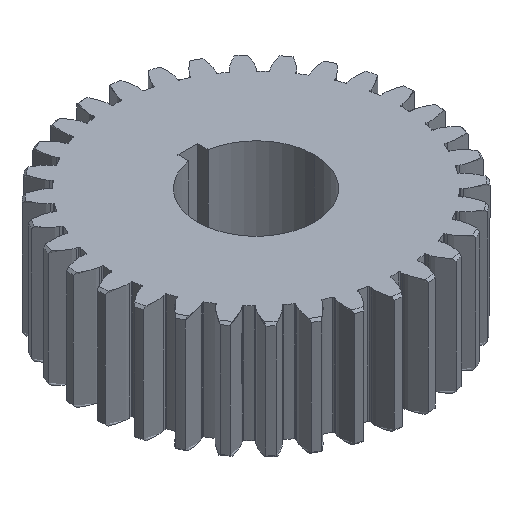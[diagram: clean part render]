
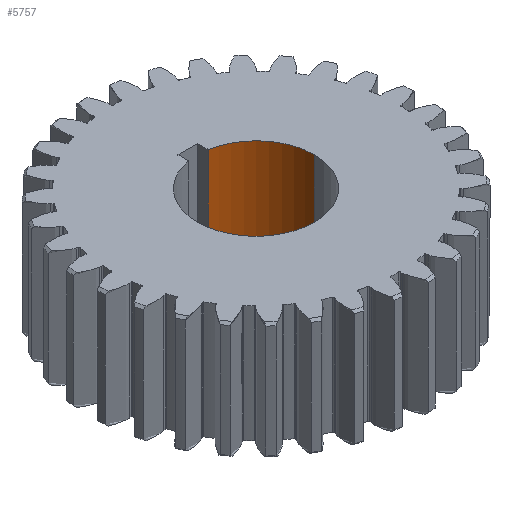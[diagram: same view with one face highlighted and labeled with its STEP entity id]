
A CAD part, isometric view. The second image highlights one B-rep face of the part: STEP entity #5757.
In plain terms, the highlighted cylindrical face has radius 9.525 mm (diameter 19.05 mm), a partial arc.
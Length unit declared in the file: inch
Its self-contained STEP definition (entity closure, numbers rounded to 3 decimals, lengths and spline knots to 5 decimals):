
#1666 = EDGE_CURVE ( 'NONE', #8586, #4153, #2261, .T. ) ;
#1938 = ORIENTED_EDGE ( 'NONE', *, *, #1666, .T. ) ;
#2261 = CIRCLE ( 'NONE', #6255, 0.375 ) ;
#2783 = DIRECTION ( 'NONE',  ( 0., 0., 1. ) ) ;
#3165 = DIRECTION ( 'NONE',  ( 1., 0., 0. ) ) ;
#3234 = DIRECTION ( 'NONE',  ( 1., 0., 0. ) ) ;
#4146 = AXIS2_PLACEMENT_3D ( 'NONE', #4571, #9557, #3234 ) ;
#4153 = VERTEX_POINT ( 'NONE', #11879 ) ;
#4167 = CARTESIAN_POINT ( 'NONE',  ( 0.375, 0., -0.375 ) ) ;
#4545 = EDGE_LOOP ( 'NONE', ( #9600, #11461, #1938, #13037 ) ) ;
#4571 = CARTESIAN_POINT ( 'NONE',  ( 0., 0., -0.375 ) ) ;
#5405 = VECTOR ( 'NONE', #9627, 39.37008 ) ;
#5506 = CARTESIAN_POINT ( 'NONE',  ( 0.375, 0., -0.375 ) ) ;
#5757 = ADVANCED_FACE ( 'NONE', ( #11267 ), #10357, .F. ) ;
#5943 = CARTESIAN_POINT ( 'NONE',  ( 0.375, 0., 0.375 ) ) ;
#6255 = AXIS2_PLACEMENT_3D ( 'NONE', #10580, #14217, #3165 ) ;
#8586 = VERTEX_POINT ( 'NONE', #5943 ) ;
#8828 = CARTESIAN_POINT ( 'NONE',  ( 0.0625, 0.36975, -0.375 ) ) ;
#9063 = VERTEX_POINT ( 'NONE', #8828 ) ;
#9557 = DIRECTION ( 'NONE',  ( 0., 0., 1. ) ) ;
#9600 = ORIENTED_EDGE ( 'NONE', *, *, #14607, .F. ) ;
#9627 = DIRECTION ( 'NONE',  ( 0., 0., 1. ) ) ;
#10278 = CARTESIAN_POINT ( 'NONE',  ( 0., 0., -0.375 ) ) ;
#10357 = CYLINDRICAL_SURFACE ( 'NONE', #14137, 0.375 ) ;
#10580 = CARTESIAN_POINT ( 'NONE',  ( 0., 0., 0.375 ) ) ;
#11267 = FACE_OUTER_BOUND ( 'NONE', #4545, .T. ) ;
#11281 = LINE ( 'NONE', #15004, #5405 ) ;
#11305 = CIRCLE ( 'NONE', #4146, 0.375 ) ;
#11455 = EDGE_CURVE ( 'NONE', #9063, #4153, #11281, .T. ) ;
#11461 = ORIENTED_EDGE ( 'NONE', *, *, #15968, .T. ) ;
#11798 = DIRECTION ( 'NONE',  ( 0., 0., 1. ) ) ;
#11879 = CARTESIAN_POINT ( 'NONE',  ( 0.0625, 0.36975, 0.375 ) ) ;
#12593 = DIRECTION ( 'NONE',  ( 1., 0., 0. ) ) ;
#13037 = ORIENTED_EDGE ( 'NONE', *, *, #11455, .F. ) ;
#13442 = VECTOR ( 'NONE', #11798, 39.37008 ) ;
#14137 = AXIS2_PLACEMENT_3D ( 'NONE', #10278, #2783, #12593 ) ;
#14217 = DIRECTION ( 'NONE',  ( 0., 0., 1. ) ) ;
#14607 = EDGE_CURVE ( 'NONE', #15724, #9063, #11305, .T. ) ;
#15004 = CARTESIAN_POINT ( 'NONE',  ( 0.0625, 0.36975, -0.375 ) ) ;
#15528 = LINE ( 'NONE', #4167, #13442 ) ;
#15724 = VERTEX_POINT ( 'NONE', #5506 ) ;
#15968 = EDGE_CURVE ( 'NONE', #15724, #8586, #15528, .T. ) ;
